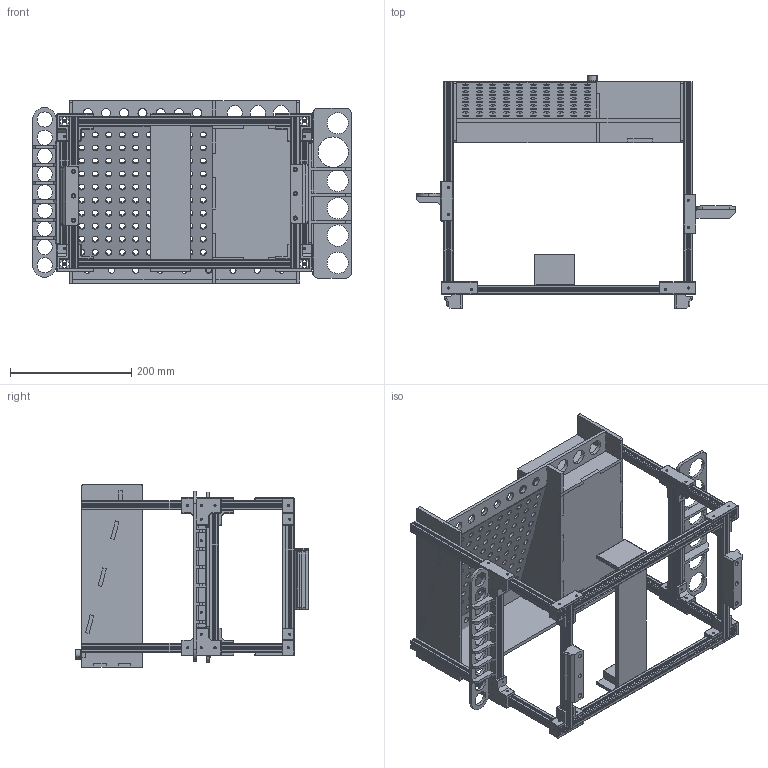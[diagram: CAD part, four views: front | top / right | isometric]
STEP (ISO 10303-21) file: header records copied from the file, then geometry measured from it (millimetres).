
FILE_DESCRIPTION (( 'STEP AP203' ), '1' );
FILE_NAME ('Stand.STEP', '2021-04-03T22:39:00', ( '' ), ( '' ), 'SwSTEP 2.0', 'SolidWorks 2016', '' );
FILE_SCHEMA (( 'CONFIG_CONTROL_DESIGN' ));
Length unit declared in the file: millimetre
Products named in the file (22): Hammer Rack; Middle Top; Tool Rack; Container Bottm; Center; Right Frame Corner; Right Side; HFS3_1515_350; HFS3_1515_250; HFS3_1515_220; TStak Adapter; Upper Top; Bottom Top; Back; Partition; Container Wall; Lower Container Spacer; Wiha Spacer; Left Frame Corner; Ladder Connector; Left Side; Stand
Assembly tree (35 placements, depth 2):
  Stand
    HFS3_1515_350  x6
    HFS3_1515_250  x2
    TStak Adapter  x2
    Right Side
    Left Side
    Back
    Upper Top
    Middle Top
    Center
    Bottom Top
    Container Wall  x2
    Container Bottm
    Right Frame Corner  x2
    Left Frame Corner  x2
    Ladder Connector  x4
    HFS3_1515_220  x2
    Lower Container Spacer
    Hammer Rack
    Tool Rack
    Partition
    Wiha Spacer
Bounding box: 525 x 383 x 300 mm (x, y, z)
Volume: 2656548.7 mm3; surface area: 1262343.5 mm2
Topology: 35 solids, 35 shells, 2462 faces, 6538 edges, 4154 vertices
Faces by surface type: plane 1768, cylinder 694
Entity records: 47158 total; most frequent: CARTESIAN_POINT 7667, DIRECTION 7590, ORIENTED_EDGE 7560, EDGE_CURVE 3780, VECTOR 2816, LINE 2816, VERTEX_POINT 2432, AXIS2_PLACEMENT_3D 2387
